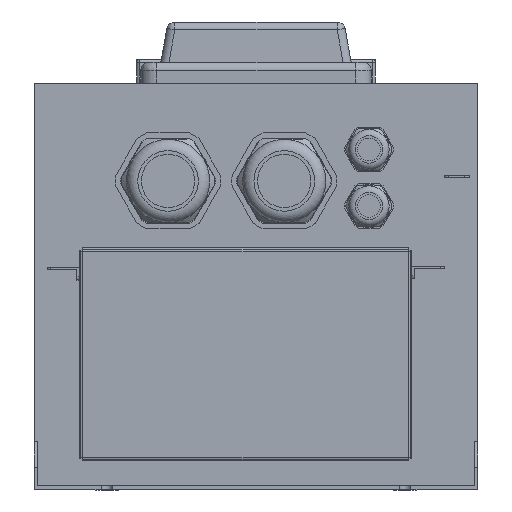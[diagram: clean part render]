
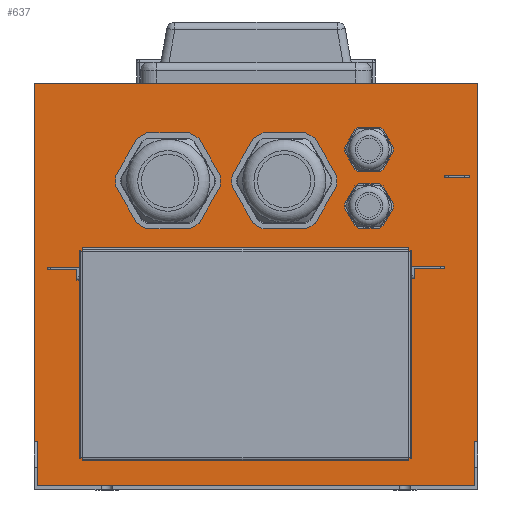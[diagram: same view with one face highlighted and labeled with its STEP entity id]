
A CAD part, front view. The second image highlights one B-rep face of the part: STEP entity #637.
In plain terms, the highlighted planar face has unit normal (0, -1, 0).
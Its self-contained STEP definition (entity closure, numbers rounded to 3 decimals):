
#637=ADVANCED_FACE('',(#4736,#4738,#4740,#4742),#4744,.T.);
#4736=FACE_BOUND('',#4737,.T.);
#4737=EDGE_LOOP('',(#20284,#20285,#20286,#20287,#20288,#20289,#20290,#20291));
#4738=FACE_BOUND('',#4739,.T.);
#4739=EDGE_LOOP('',(#20292,#20293,#20294,#20295,#20296,#20297));
#4740=FACE_BOUND('',#4741,.T.);
#4741=EDGE_LOOP('',(#20298,#20299,#20300,#20301,#20302,#20303));
#4742=FACE_BOUND('',#4743,.T.);
#4743=EDGE_LOOP('',(#20304,#20305,#20306,#20307));
#4744=PLANE('',#4745);
#4745=AXIS2_PLACEMENT_3D('',#4746,#4747,#4748);
#4746=CARTESIAN_POINT('',(0.,-350.,252.));
#4747=DIRECTION('',(0.,-1.,0.));
#4748=DIRECTION('',(0.,0.,-1.));
#20284=ORIENTED_EDGE('',*,*,#25130,.T.);
#20285=ORIENTED_EDGE('',*,*,#25160,.T.);
#20286=ORIENTED_EDGE('',*,*,#25152,.T.);
#20287=ORIENTED_EDGE('',*,*,#25149,.T.);
#20288=ORIENTED_EDGE('',*,*,#25161,.F.);
#20289=ORIENTED_EDGE('',*,*,#25162,.F.);
#20290=ORIENTED_EDGE('',*,*,#25157,.F.);
#20291=ORIENTED_EDGE('',*,*,#25129,.T.);
#20292=ORIENTED_EDGE('',*,*,#25040,.T.);
#20293=ORIENTED_EDGE('',*,*,#25042,.T.);
#20294=ORIENTED_EDGE('',*,*,#25008,.T.);
#20295=ORIENTED_EDGE('',*,*,#25028,.T.);
#20296=ORIENTED_EDGE('',*,*,#25044,.T.);
#20297=ORIENTED_EDGE('',*,*,#25045,.T.);
#20298=ORIENTED_EDGE('',*,*,#25023,.T.);
#20299=ORIENTED_EDGE('',*,*,#25046,.T.);
#20300=ORIENTED_EDGE('',*,*,#25037,.T.);
#20301=ORIENTED_EDGE('',*,*,#25048,.T.);
#20302=ORIENTED_EDGE('',*,*,#25049,.T.);
#20303=ORIENTED_EDGE('',*,*,#25019,.T.);
#20304=ORIENTED_EDGE('',*,*,#25063,.T.);
#20305=ORIENTED_EDGE('',*,*,#25057,.T.);
#20306=ORIENTED_EDGE('',*,*,#25066,.T.);
#20307=ORIENTED_EDGE('',*,*,#25067,.T.);
#25008=EDGE_CURVE('',#27517,#27515,#27518,.T.);
#25019=EDGE_CURVE('',#27537,#27535,#27538,.T.);
#25023=EDGE_CURVE('',#27535,#27542,#27544,.T.);
#25028=EDGE_CURVE('',#27515,#27550,#27552,.T.);
#25037=EDGE_CURVE('',#27567,#27565,#27568,.T.);
#25040=EDGE_CURVE('',#27572,#27570,#27573,.T.);
#25042=EDGE_CURVE('',#27570,#27517,#27575,.T.);
#25044=EDGE_CURVE('',#27550,#27576,#27578,.T.);
#25045=EDGE_CURVE('',#27576,#27572,#27579,.T.);
#25046=EDGE_CURVE('',#27542,#27567,#27580,.T.);
#25048=EDGE_CURVE('',#27565,#27581,#27583,.T.);
#25049=EDGE_CURVE('',#27581,#27537,#27584,.T.);
#25057=EDGE_CURVE('',#27599,#27597,#27600,.T.);
#25063=EDGE_CURVE('',#27608,#27599,#27609,.T.);
#25066=EDGE_CURVE('',#27597,#27611,#27613,.T.);
#25067=EDGE_CURVE('',#27611,#27608,#27614,.T.);
#25129=EDGE_CURVE('',#27716,#27718,#27720,.T.);
#25130=EDGE_CURVE('',#27718,#27721,#27722,.T.);
#25149=EDGE_CURVE('',#27754,#27752,#27755,.T.);
#25152=EDGE_CURVE('',#27757,#27754,#27759,.T.);
#25157=EDGE_CURVE('',#27716,#27766,#27767,.T.);
#25160=EDGE_CURVE('',#27721,#27757,#27770,.T.);
#25161=EDGE_CURVE('',#27771,#27752,#27772,.T.);
#25162=EDGE_CURVE('',#27766,#27771,#27773,.T.);
#27515=VERTEX_POINT('',#31698);
#27517=VERTEX_POINT('',#31702);
#27518=LINE('',#31703,#31704);
#27535=VERTEX_POINT('',#31742);
#27537=VERTEX_POINT('',#31746);
#27538=LINE('',#31747,#31748);
#27542=VERTEX_POINT('',#31757);
#27544=LINE('',#31761,#31762);
#27550=VERTEX_POINT('',#31777);
#27552=LINE('',#31781,#31782);
#27565=VERTEX_POINT('',#31812);
#27567=VERTEX_POINT('',#31816);
#27568=LINE('',#31817,#31818);
#27570=VERTEX_POINT('',#31823);
#27572=VERTEX_POINT('',#31827);
#27573=LINE('',#31828,#31829);
#27575=LINE('',#31834,#31835);
#27576=VERTEX_POINT('',#31837);
#27578=LINE('',#31841,#31842);
#27579=LINE('',#31844,#31845);
#27580=LINE('',#31847,#31848);
#27581=VERTEX_POINT('',#31850);
#27583=LINE('',#31854,#31855);
#27584=LINE('',#31857,#31858);
#27597=VERTEX_POINT('',#31887);
#27599=VERTEX_POINT('',#31891);
#27600=LINE('',#31892,#31893);
#27608=VERTEX_POINT('',#31913);
#27609=LINE('',#31914,#31915);
#27611=VERTEX_POINT('',#31920);
#27613=LINE('',#31924,#31925);
#27614=LINE('',#31927,#31928);
#27716=VERTEX_POINT('',#32161);
#27718=VERTEX_POINT('',#32165);
#27720=LINE('',#32169,#32170);
#27721=VERTEX_POINT('',#32172);
#27722=LINE('',#32173,#32174);
#27752=VERTEX_POINT('',#32239);
#27754=VERTEX_POINT('',#32243);
#27755=LINE('',#32244,#32245);
#27757=VERTEX_POINT('',#32250);
#27759=LINE('',#32254,#32255);
#27766=VERTEX_POINT('',#32271);
#27767=LINE('',#32272,#32273);
#27770=LINE('',#32281,#32282);
#27771=VERTEX_POINT('',#32284);
#27772=LINE('',#32285,#32286);
#27773=LINE('',#32288,#32289);
#31698=CARTESIAN_POINT('',(-111.,-350.,136.5));
#31702=CARTESIAN_POINT('',(-111.,-350.,130.));
#31703=CARTESIAN_POINT('',(-111.,-350.,130.));
#31704=VECTOR('',#31705,1.);
#31705=DIRECTION('',(0.,0.,1.));
#31742=CARTESIAN_POINT('',(98.,-350.,130.75));
#31746=CARTESIAN_POINT('',(98.,-350.,137.25));
#31747=CARTESIAN_POINT('',(98.,-350.,137.25));
#31748=VECTOR('',#31749,1.);
#31749=DIRECTION('',(0.,0.,-1.));
#31757=CARTESIAN_POINT('',(96.5,-350.,130.75));
#31761=CARTESIAN_POINT('',(98.,-350.,130.75));
#31762=VECTOR('',#31763,1.);
#31763=DIRECTION('',(-1.,0.,0.));
#31777=CARTESIAN_POINT('',(-129.5,-350.,136.5));
#31781=CARTESIAN_POINT('',(-111.,-350.,136.5));
#31782=VECTOR('',#31783,1.);
#31783=DIRECTION('',(-1.,0.,0.));
#31812=CARTESIAN_POINT('',(116.5,-350.,138.75));
#31816=CARTESIAN_POINT('',(96.5,-350.,138.75));
#31817=CARTESIAN_POINT('',(96.5,-350.,138.75));
#31818=VECTOR('',#31819,1.);
#31819=DIRECTION('',(1.,0.,0.));
#31823=CARTESIAN_POINT('',(-109.5,-350.,130.));
#31827=CARTESIAN_POINT('',(-109.5,-350.,138.));
#31828=CARTESIAN_POINT('',(-109.5,-350.,138.));
#31829=VECTOR('',#31830,1.);
#31830=DIRECTION('',(0.,0.,-1.));
#31834=CARTESIAN_POINT('',(-109.5,-350.,130.));
#31835=VECTOR('',#31836,1.);
#31836=DIRECTION('',(-1.,0.,0.));
#31837=CARTESIAN_POINT('',(-129.5,-350.,138.));
#31841=CARTESIAN_POINT('',(-129.5,-350.,136.5));
#31842=VECTOR('',#31843,1.);
#31843=DIRECTION('',(0.,0.,1.));
#31844=CARTESIAN_POINT('',(-129.5,-350.,138.));
#31845=VECTOR('',#31846,1.);
#31846=DIRECTION('',(1.,0.,0.));
#31847=CARTESIAN_POINT('',(96.5,-350.,130.75));
#31848=VECTOR('',#31849,1.);
#31849=DIRECTION('',(0.,0.,1.));
#31850=CARTESIAN_POINT('',(116.5,-350.,137.25));
#31854=CARTESIAN_POINT('',(116.5,-350.,138.75));
#31855=VECTOR('',#31856,1.);
#31856=DIRECTION('',(0.,0.,-1.));
#31857=CARTESIAN_POINT('',(116.5,-350.,137.25));
#31858=VECTOR('',#31859,1.);
#31859=DIRECTION('',(-1.,0.,0.));
#31887=CARTESIAN_POINT('',(132.5,-350.,195.));
#31891=CARTESIAN_POINT('',(116.5,-350.,195.));
#31892=CARTESIAN_POINT('',(116.5,-350.,195.));
#31893=VECTOR('',#31894,1.);
#31894=DIRECTION('',(1.,0.,0.));
#31913=CARTESIAN_POINT('',(116.5,-350.,193.5));
#31914=CARTESIAN_POINT('',(116.5,-350.,193.5));
#31915=VECTOR('',#31916,1.);
#31916=DIRECTION('',(0.,0.,1.));
#31920=CARTESIAN_POINT('',(132.5,-350.,193.5));
#31924=CARTESIAN_POINT('',(132.5,-350.,195.));
#31925=VECTOR('',#31926,1.);
#31926=DIRECTION('',(0.,0.,-1.));
#31927=CARTESIAN_POINT('',(132.5,-350.,193.5));
#31928=VECTOR('',#31929,1.);
#31929=DIRECTION('',(-1.,0.,0.));
#32161=CARTESIAN_POINT('',(-137.5,-350.,30.));
#32165=CARTESIAN_POINT('',(-135.5,-350.,30.));
#32169=CARTESIAN_POINT('',(-137.5,-350.,30.));
#32170=VECTOR('',#32171,1.);
#32171=DIRECTION('',(1.,0.,0.));
#32172=CARTESIAN_POINT('',(-135.5,-350.,2.5));
#32173=CARTESIAN_POINT('',(-135.5,-350.,30.));
#32174=VECTOR('',#32175,1.);
#32175=DIRECTION('',(0.,0.,-1.));
#32239=CARTESIAN_POINT('',(137.5,-350.,30.));
#32243=CARTESIAN_POINT('',(135.5,-350.,30.));
#32244=CARTESIAN_POINT('',(135.5,-350.,30.));
#32245=VECTOR('',#32246,1.);
#32246=DIRECTION('',(1.,0.,0.));
#32250=CARTESIAN_POINT('',(135.5,-350.,2.5));
#32254=CARTESIAN_POINT('',(135.5,-350.,2.5));
#32255=VECTOR('',#32256,1.);
#32256=DIRECTION('',(0.,0.,1.));
#32271=CARTESIAN_POINT('',(-137.5,-350.,252.));
#32272=CARTESIAN_POINT('',(-137.5,-350.,30.));
#32273=VECTOR('',#32274,1.);
#32274=DIRECTION('',(0.,0.,1.));
#32281=CARTESIAN_POINT('',(-135.5,-350.,2.5));
#32282=VECTOR('',#32283,1.);
#32283=DIRECTION('',(1.,0.,0.));
#32284=CARTESIAN_POINT('',(137.5,-350.,252.));
#32285=CARTESIAN_POINT('',(137.5,-350.,252.));
#32286=VECTOR('',#32287,1.);
#32287=DIRECTION('',(0.,0.,-1.));
#32288=CARTESIAN_POINT('',(-137.5,-350.,252.));
#32289=VECTOR('',#32290,1.);
#32290=DIRECTION('',(1.,0.,0.));
